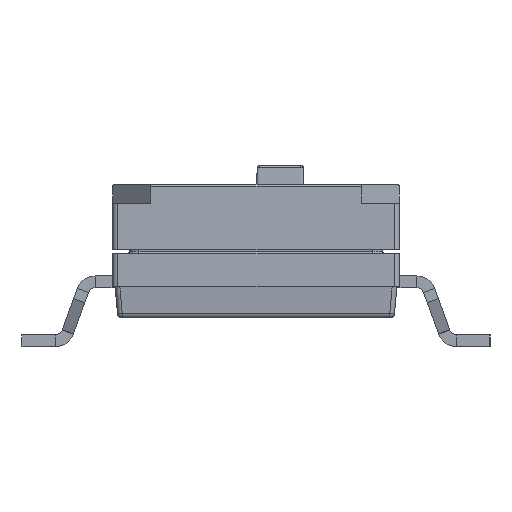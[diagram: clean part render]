
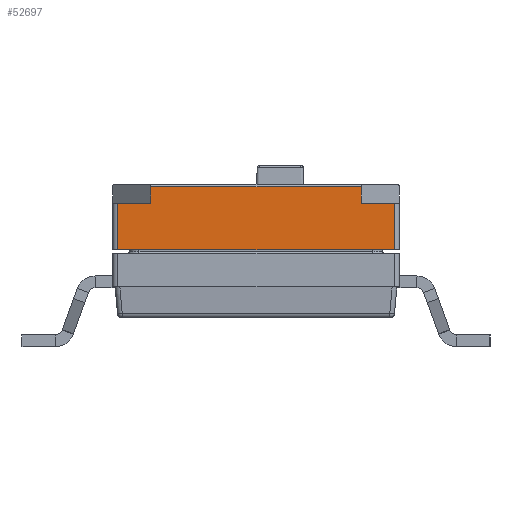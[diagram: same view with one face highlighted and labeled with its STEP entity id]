
A CAD part, left-side view. The second image highlights one B-rep face of the part: STEP entity #52697.
In plain terms, the highlighted planar face has unit normal (-1, 0, 0).
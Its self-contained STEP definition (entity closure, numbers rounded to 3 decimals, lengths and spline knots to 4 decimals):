
#6339=LINE('',#89431,#11950);
#6340=LINE('',#89433,#11951);
#6341=LINE('',#89435,#11952);
#6342=LINE('',#89437,#11953);
#6343=LINE('',#89439,#11954);
#6344=LINE('',#89441,#11955);
#6345=LINE('',#89443,#11956);
#6346=LINE('',#89444,#11957);
#11950=VECTOR('',#70140,0.35);
#11951=VECTOR('',#70141,4.4);
#11952=VECTOR('',#70142,0.35);
#11953=VECTOR('',#70143,0.7);
#11954=VECTOR('',#70144,0.97);
#11955=VECTOR('',#70145,5.8);
#11956=VECTOR('',#70146,0.97);
#11957=VECTOR('',#70147,0.7);
#15744=FACE_OUTER_BOUND('',#18997,.T.);
#18997=EDGE_LOOP('',(#45740,#45741,#45742,#45743,#45744,#45745,#45746,#45747));
#25094=VERTEX_POINT('',#89429);
#25095=VERTEX_POINT('',#89430);
#25096=VERTEX_POINT('',#89432);
#25097=VERTEX_POINT('',#89434);
#25098=VERTEX_POINT('',#89436);
#25099=VERTEX_POINT('',#89438);
#25100=VERTEX_POINT('',#89440);
#25101=VERTEX_POINT('',#89442);
#32171=EDGE_CURVE('',#25094,#25095,#6339,.T.);
#32172=EDGE_CURVE('',#25095,#25096,#6340,.T.);
#32173=EDGE_CURVE('',#25097,#25096,#6341,.T.);
#32174=EDGE_CURVE('',#25097,#25098,#6342,.T.);
#32175=EDGE_CURVE('',#25098,#25099,#6343,.T.);
#32176=EDGE_CURVE('',#25099,#25100,#6344,.T.);
#32177=EDGE_CURVE('',#25101,#25100,#6345,.T.);
#32178=EDGE_CURVE('',#25101,#25094,#6346,.T.);
#45740=ORIENTED_EDGE('',*,*,#32171,.T.);
#45741=ORIENTED_EDGE('',*,*,#32172,.T.);
#45742=ORIENTED_EDGE('',*,*,#32173,.F.);
#45743=ORIENTED_EDGE('',*,*,#32174,.T.);
#45744=ORIENTED_EDGE('',*,*,#32175,.T.);
#45745=ORIENTED_EDGE('',*,*,#32176,.T.);
#45746=ORIENTED_EDGE('',*,*,#32177,.F.);
#45747=ORIENTED_EDGE('',*,*,#32178,.T.);
#49927=PLANE('',#57029);
#52697=ADVANCED_FACE('',(#15744),#49927,.F.);
#57029=AXIS2_PLACEMENT_3D('',#89428,#70138,#70139);
#70138=DIRECTION('center_axis',(1.,0.,0.));
#70139=DIRECTION('ref_axis',(0.,0.,-1.));
#70140=DIRECTION('',(0.,0.,1.));
#70141=DIRECTION('',(0.,1.,0.));
#70142=DIRECTION('',(0.,0.,1.));
#70143=DIRECTION('',(0.,1.,0.));
#70144=DIRECTION('',(0.,0.,-1.));
#70145=DIRECTION('',(0.,-1.,0.));
#70146=DIRECTION('',(0.,0.,-1.));
#70147=DIRECTION('',(0.,1.,0.));
#89428=CARTESIAN_POINT('Origin',(-15.19,-2.9,2.15));
#89429=CARTESIAN_POINT('',(-15.19,-2.2,1.75));
#89430=CARTESIAN_POINT('',(-15.19,-2.2,2.1));
#89431=CARTESIAN_POINT('',(-15.19,-2.2,1.75));
#89432=CARTESIAN_POINT('',(-15.19,2.2,2.1));
#89433=CARTESIAN_POINT('',(-15.19,2.9,2.1));
#89434=CARTESIAN_POINT('',(-15.19,2.2,1.75));
#89435=CARTESIAN_POINT('',(-15.19,2.2,1.75));
#89436=CARTESIAN_POINT('',(-15.19,2.9,1.75));
#89437=CARTESIAN_POINT('',(-15.19,2.2,1.75));
#89438=CARTESIAN_POINT('',(-15.19,2.9,0.78));
#89439=CARTESIAN_POINT('',(-15.19,2.9,2.15));
#89440=CARTESIAN_POINT('',(-15.19,-2.9,0.78));
#89441=CARTESIAN_POINT('',(-15.19,-2.9,0.78));
#89442=CARTESIAN_POINT('',(-15.19,-2.9,1.75));
#89443=CARTESIAN_POINT('',(-15.19,-2.9,2.15));
#89444=CARTESIAN_POINT('',(-15.19,-2.9,1.75));
